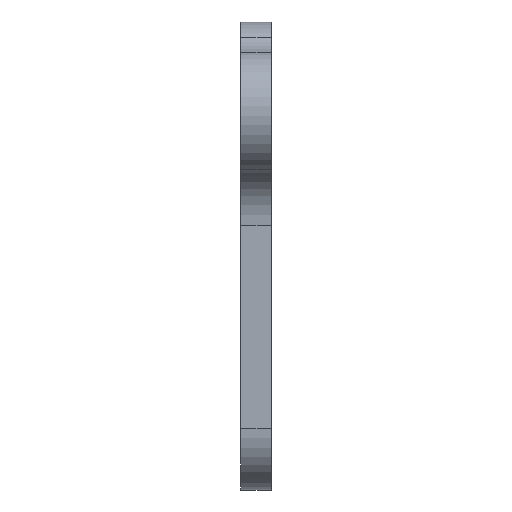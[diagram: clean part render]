
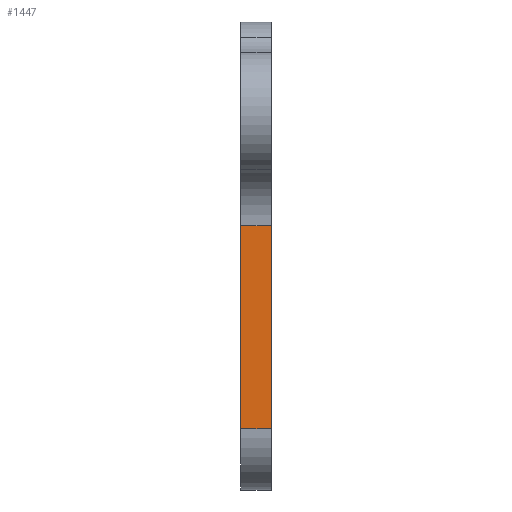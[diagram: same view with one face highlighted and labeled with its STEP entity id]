
A CAD part, left-side view. The second image highlights one B-rep face of the part: STEP entity #1447.
In plain terms, the highlighted free-form (B-spline) face has degree [1, 1] with [2, 2] control points.
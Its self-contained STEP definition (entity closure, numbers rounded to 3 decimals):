
#937=CARTESIAN_POINT('',(-23.,0.0,-17.));
#938=VERTEX_POINT('',#937);
#954=CARTESIAN_POINT('',(-23.,0.0,2.98));
#955=VERTEX_POINT('',#954);
#956=CARTESIAN_POINT('',(-23.,0.0,-17.));
#957=CARTESIAN_POINT('',(-23.,0.0,2.98));
#958=QUASI_UNIFORM_CURVE('',1,(#956,#957),.UNSPECIFIED.,.F.,.U.);
#959=EDGE_CURVE('',#938,#955,#958,.T.);
#1101=CARTESIAN_POINT('',(-23.,-3.0,2.98));
#1102=VERTEX_POINT('',#1101);
#1116=CARTESIAN_POINT('',(-23.,-3.0,-17.));
#1117=VERTEX_POINT('',#1116);
#1118=CARTESIAN_POINT('',(-23.,-3.0,-17.));
#1119=CARTESIAN_POINT('',(-23.,-3.0,2.98));
#1120=QUASI_UNIFORM_CURVE('',1,(#1118,#1119),.UNSPECIFIED.,.F.,.U.);
#1121=EDGE_CURVE('',#1117,#1102,#1120,.T.);
#1422=CARTESIAN_POINT('',(-23.,-3.0,2.98));
#1423=CARTESIAN_POINT('',(-23.,0.0,2.98));
#1424=QUASI_UNIFORM_CURVE('',1,(#1422,#1423),.UNSPECIFIED.,.F.,.U.);
#1425=EDGE_CURVE('',#1102,#955,#1424,.T.);
#1432=CARTESIAN_POINT('',(-23.,-3.15,-17.998));
#1433=CARTESIAN_POINT('',(-23.,-3.15,3.978));
#1434=CARTESIAN_POINT('',(-23.,0.15,-17.998));
#1435=CARTESIAN_POINT('',(-23.,0.15,3.978));
#1436=B_SPLINE_SURFACE_WITH_KNOTS('',1,1,((#1432,#1434),(#1433,#1435)),.UNSPECIFIED.,.F.,.F.,.U.,(2,2),(2,2),(0.0,21.976),(0.0,3.3),.UNSPECIFIED.);
#1437=ORIENTED_EDGE('',*,*,#959,.F.);
#1438=CARTESIAN_POINT('',(-23.,-3.0,-17.));
#1439=CARTESIAN_POINT('',(-23.,0.0,-17.));
#1440=QUASI_UNIFORM_CURVE('',1,(#1438,#1439),.UNSPECIFIED.,.F.,.U.);
#1441=EDGE_CURVE('',#1117,#938,#1440,.T.);
#1442=ORIENTED_EDGE('',*,*,#1441,.F.);
#1443=ORIENTED_EDGE('',*,*,#1121,.T.);
#1444=ORIENTED_EDGE('',*,*,#1425,.T.);
#1445=EDGE_LOOP('',(#1437,#1442,#1443,#1444));
#1446=FACE_OUTER_BOUND('',#1445,.T.);
#1447=ADVANCED_FACE('',(#1446),#1436,.T.);
